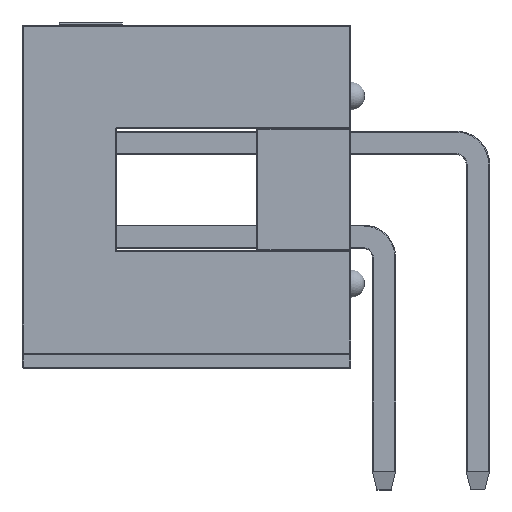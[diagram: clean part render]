
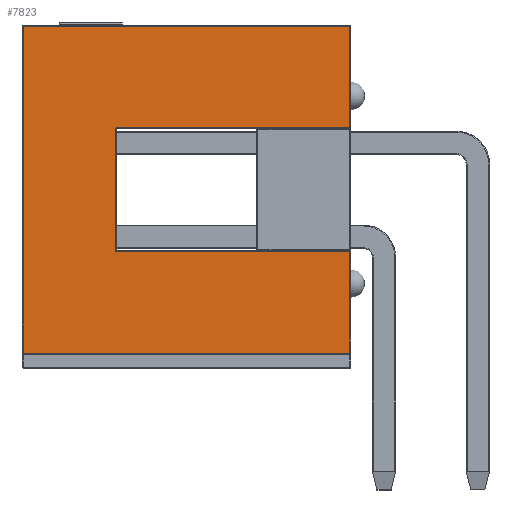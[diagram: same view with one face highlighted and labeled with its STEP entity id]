
A CAD part, front view. The second image highlights one B-rep face of the part: STEP entity #7823.
In plain terms, the highlighted face is planar.
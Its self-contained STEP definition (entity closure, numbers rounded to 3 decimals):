
#450=PLANE('',#8660);
#876=FACE_OUTER_BOUND('',#1360,.T.);
#1360=EDGE_LOOP('',(#6369,#6370,#6371,#6372,#6373,#6374,#6375,#6376,#6377,
#6378));
#1772=CIRCLE('',#8487,0.051);
#1806=CIRCLE('',#8536,0.051);
#2013=LINE('',#12278,#2711);
#2016=LINE('',#12317,#2714);
#2021=LINE('',#12345,#2719);
#2026=LINE('',#12367,#2724);
#2032=LINE('',#12397,#2730);
#2035=LINE('',#12401,#2733);
#2039=LINE('',#12407,#2737);
#2080=LINE('',#12469,#2778);
#2711=VECTOR('',#9833,10.);
#2714=VECTOR('',#9878,10.);
#2719=VECTOR('',#9911,10.);
#2724=VECTOR('',#9938,10.);
#2730=VECTOR('',#9974,10.);
#2733=VECTOR('',#9979,10.);
#2737=VECTOR('',#9987,10.);
#2778=VECTOR('',#10070,10.);
#3539=VERTEX_POINT('',#12040);
#3571=VERTEX_POINT('',#12214);
#3572=VERTEX_POINT('',#12216);
#3593=VERTEX_POINT('',#12273);
#3605=VERTEX_POINT('',#12308);
#3606=VERTEX_POINT('',#12309);
#3617=VERTEX_POINT('',#12340);
#3621=VERTEX_POINT('',#12360);
#3627=VERTEX_POINT('',#12380);
#3631=VERTEX_POINT('',#12388);
#4407=EDGE_CURVE('',#3571,#3572,#1772,.T.);
#4437=EDGE_CURVE('',#3539,#3593,#2013,.T.);
#4451=EDGE_CURVE('',#3605,#3606,#1806,.T.);
#4455=EDGE_CURVE('',#3606,#3571,#2016,.T.);
#4469=EDGE_CURVE('',#3593,#3617,#2021,.T.);
#4480=EDGE_CURVE('',#3621,#3605,#2026,.T.);
#4495=EDGE_CURVE('',#3627,#3631,#2032,.T.);
#4498=EDGE_CURVE('',#3631,#3621,#2035,.T.);
#4502=EDGE_CURVE('',#3617,#3627,#2039,.T.);
#4543=EDGE_CURVE('',#3572,#3539,#2080,.T.);
#6369=ORIENTED_EDGE('',*,*,#4495,.F.);
#6370=ORIENTED_EDGE('',*,*,#4502,.F.);
#6371=ORIENTED_EDGE('',*,*,#4469,.F.);
#6372=ORIENTED_EDGE('',*,*,#4437,.F.);
#6373=ORIENTED_EDGE('',*,*,#4543,.F.);
#6374=ORIENTED_EDGE('',*,*,#4407,.F.);
#6375=ORIENTED_EDGE('',*,*,#4455,.F.);
#6376=ORIENTED_EDGE('',*,*,#4451,.F.);
#6377=ORIENTED_EDGE('',*,*,#4480,.F.);
#6378=ORIENTED_EDGE('',*,*,#4498,.F.);
#7823=ADVANCED_FACE('',(#876),#450,.T.);
#8487=AXIS2_PLACEMENT_3D('',#12217,#9760,#9761);
#8536=AXIS2_PLACEMENT_3D('',#12310,#9868,#9869);
#8660=AXIS2_PLACEMENT_3D('',#12701,#10299,#10300);
#9760=DIRECTION('center_axis',(1.,0.,0.));
#9761=DIRECTION('ref_axis',(0.,-0.707,0.707));
#9833=DIRECTION('',(0.,-1.,0.));
#9868=DIRECTION('center_axis',(1.,0.,0.));
#9869=DIRECTION('ref_axis',(0.,0.707,0.707));
#9878=DIRECTION('',(0.,-1.,0.));
#9911=DIRECTION('',(0.,0.,1.));
#9938=DIRECTION('',(0.,0.,1.));
#9974=DIRECTION('',(0.,0.,-1.));
#9979=DIRECTION('',(0.,-1.,0.));
#9987=DIRECTION('',(0.,1.,0.));
#10070=DIRECTION('',(0.,0.,-1.));
#10299=DIRECTION('center_axis',(1.,0.,0.));
#10300=DIRECTION('ref_axis',(0.,1.,0.));
#12040=CARTESIAN_POINT('',(10.795,-1.676,0.025));
#12214=CARTESIAN_POINT('',(10.795,-1.626,6.375));
#12216=CARTESIAN_POINT('',(10.795,-1.676,6.325));
#12217=CARTESIAN_POINT('Origin',(10.795,-1.626,6.325));
#12273=CARTESIAN_POINT('',(10.795,-4.42,0.025));
#12278=CARTESIAN_POINT('',(10.795,-2.223,0.025));
#12308=CARTESIAN_POINT('',(10.795,1.676,6.325));
#12309=CARTESIAN_POINT('',(10.795,1.626,6.375));
#12310=CARTESIAN_POINT('Origin',(10.795,1.626,6.325));
#12317=CARTESIAN_POINT('',(10.795,-3.048,6.375));
#12340=CARTESIAN_POINT('',(10.795,-4.42,8.865));
#12345=CARTESIAN_POINT('',(10.795,-4.42,0.));
#12360=CARTESIAN_POINT('',(10.795,1.676,0.025));
#12367=CARTESIAN_POINT('',(10.795,1.676,3.175));
#12380=CARTESIAN_POINT('',(10.795,4.42,8.865));
#12388=CARTESIAN_POINT('',(10.795,4.42,0.025));
#12397=CARTESIAN_POINT('',(10.795,4.42,0.));
#12401=CARTESIAN_POINT('',(10.795,-2.223,0.025));
#12407=CARTESIAN_POINT('',(10.795,-2.223,8.865));
#12469=CARTESIAN_POINT('',(10.795,-1.676,0.));
#12701=CARTESIAN_POINT('Origin',(10.795,-4.445,0.));
